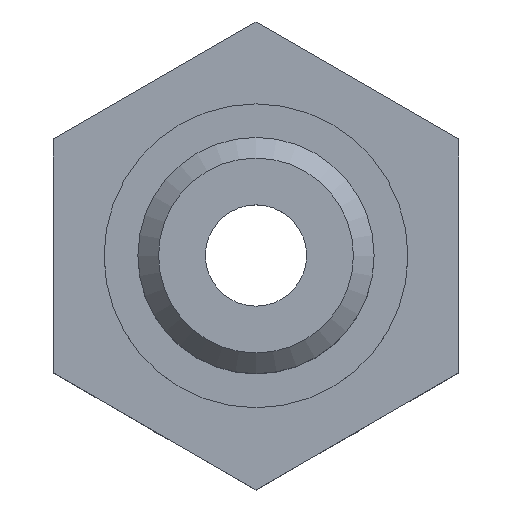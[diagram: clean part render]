
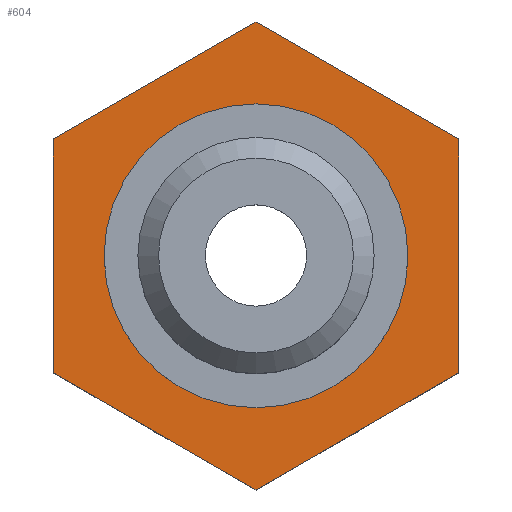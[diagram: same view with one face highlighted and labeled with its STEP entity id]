
A CAD part, top view. The second image highlights one B-rep face of the part: STEP entity #604.
In plain terms, the highlighted planar face has unit normal (0, 0, 1).
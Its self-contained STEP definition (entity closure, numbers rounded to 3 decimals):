
#21=LINE('',#985,#51);
#23=LINE('',#989,#53);
#25=LINE('',#993,#55);
#27=LINE('',#997,#57);
#29=LINE('',#1001,#59);
#31=LINE('',#1005,#61);
#51=VECTOR('',#771,1000.);
#53=VECTOR('',#775,1000.);
#55=VECTOR('',#779,1000.);
#57=VECTOR('',#783,1000.);
#59=VECTOR('',#787,1000.);
#61=VECTOR('',#791,1000.);
#98=PLANE('',#681);
#131=CIRCLE('',#680,4.5);
#221=ORIENTED_EDGE('',*,*,#338,.F.);
#222=ORIENTED_EDGE('',*,*,#326,.T.);
#223=ORIENTED_EDGE('',*,*,#324,.T.);
#224=ORIENTED_EDGE('',*,*,#322,.T.);
#225=ORIENTED_EDGE('',*,*,#332,.T.);
#226=ORIENTED_EDGE('',*,*,#330,.T.);
#227=ORIENTED_EDGE('',*,*,#328,.T.);
#322=EDGE_CURVE('',#393,#392,#21,.T.);
#324=EDGE_CURVE('',#394,#393,#23,.T.);
#326=EDGE_CURVE('',#395,#394,#25,.T.);
#328=EDGE_CURVE('',#396,#395,#27,.T.);
#330=EDGE_CURVE('',#397,#396,#29,.T.);
#332=EDGE_CURVE('',#392,#397,#31,.T.);
#338=EDGE_CURVE('',#403,#403,#131,.T.);
#392=VERTEX_POINT('',#984);
#393=VERTEX_POINT('',#986);
#394=VERTEX_POINT('',#990);
#395=VERTEX_POINT('',#994);
#396=VERTEX_POINT('',#998);
#397=VERTEX_POINT('',#1002);
#403=VERTEX_POINT('',#1022);
#482=EDGE_LOOP('',(#221));
#483=EDGE_LOOP('',(#222,#223,#224,#225,#226,#227));
#544=FACE_BOUND('',#482,.T.);
#545=FACE_BOUND('',#483,.T.);
#604=ADVANCED_FACE('',(#544,#545),#98,.F.);
#680=AXIS2_PLACEMENT_3D('',#1021,#812,#813);
#681=AXIS2_PLACEMENT_3D('',#1023,#814,#815);
#771=DIRECTION('',(0.,-1.,0.));
#775=DIRECTION('',(-0.866,-0.5,0.));
#779=DIRECTION('',(-0.866,0.5,0.));
#783=DIRECTION('',(0.,1.,0.));
#787=DIRECTION('',(0.866,0.5,0.));
#791=DIRECTION('',(0.866,-0.5,0.));
#812=DIRECTION('',(0.,0.,1.));
#813=DIRECTION('',(1.,0.,0.));
#814=DIRECTION('',(0.,0.,-1.));
#815=DIRECTION('',(-1.,0.,0.));
#984=CARTESIAN_POINT('',(-6.,-3.464,-1.));
#985=CARTESIAN_POINT('',(-6.,3.464,-1.));
#986=CARTESIAN_POINT('',(-6.,3.464,-1.));
#989=CARTESIAN_POINT('',(0.,6.928,-1.));
#990=CARTESIAN_POINT('',(0.,6.928,-1.));
#993=CARTESIAN_POINT('',(6.,3.464,-1.));
#994=CARTESIAN_POINT('',(6.,3.464,-1.));
#997=CARTESIAN_POINT('',(6.,0.,-1.));
#998=CARTESIAN_POINT('',(6.,-3.464,-1.));
#1001=CARTESIAN_POINT('',(0.,-6.928,-1.));
#1002=CARTESIAN_POINT('',(0.,-6.928,-1.));
#1005=CARTESIAN_POINT('',(-6.,-3.464,-1.));
#1021=CARTESIAN_POINT('',(0.,0.,-1.));
#1022=CARTESIAN_POINT('',(4.5,0.,-1.));
#1023=CARTESIAN_POINT('',(7.2,0.,-1.));
